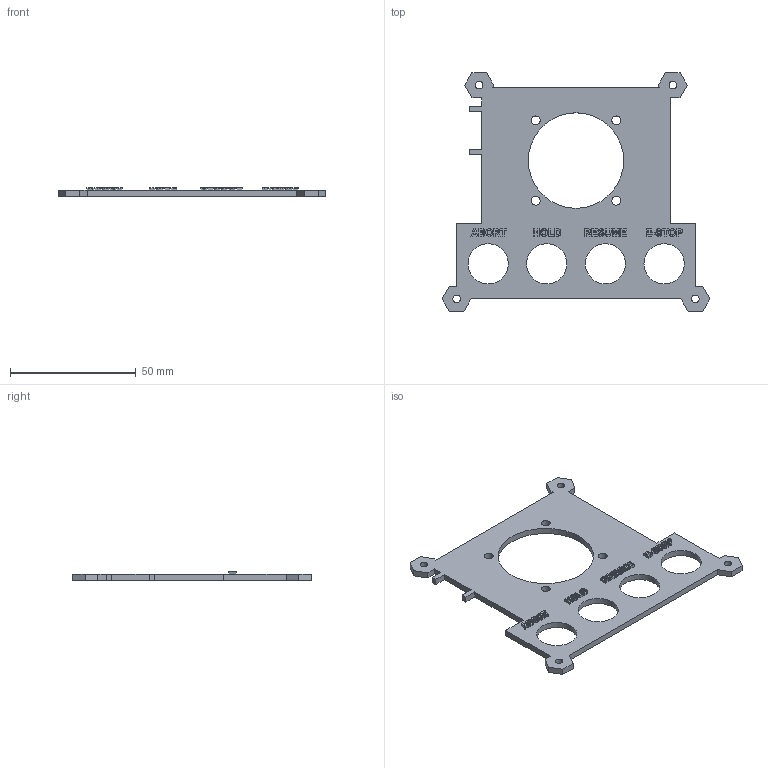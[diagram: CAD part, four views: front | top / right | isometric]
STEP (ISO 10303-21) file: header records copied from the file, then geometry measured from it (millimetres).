
FILE_DESCRIPTION(/* description */ (''),/* implementation_level */ '2;1');
FILE_NAME(/* name */ 'Case Top.step',/* time_stamp */ '2018-03-12T16:26:48-04:00',/* author */ ('oliver.lewis.art'),/* organization */ (''),/* preprocessor_version */ 'ST-DEVELOPER v16.13',/* originating_system */ 'Autodesk Translation Framework v6.5.0.72',/* authorisation */ '');
FILE_SCHEMA (('AUTOMOTIVE_DESIGN { 1 0 10303 214 3 1 1 }'));
Length unit declared in the file: millimetre
Products named in the file (1): Case Top
Bounding box: 106.55 x 95 x 3.5 mm (x, y, z)
Volume: 13061.3 mm3; surface area: 12812.5 mm2
Topology: 1 solids, 1 shells, 453 faces, 1260 edges, 840 vertices
Faces by surface type: plane 231, bspline 209, cylinder 13
Full cylindrical faces by diameter (mm): 3 x4, 3.5 x4, 16 x4, 38 x1
Entity records: 16423 total; most frequent: CARTESIAN_POINT 6159, ORIENTED_EDGE 2520, DIRECTION 1346, EDGE_CURVE 1260, VERTEX_POINT 840, LINE 804, VECTOR 804, EDGE_LOOP 510
